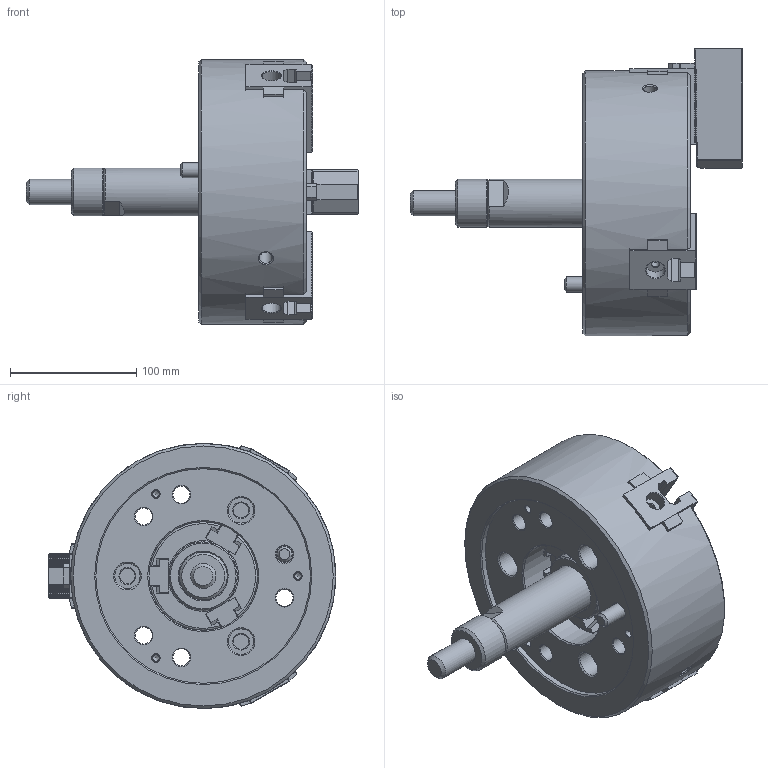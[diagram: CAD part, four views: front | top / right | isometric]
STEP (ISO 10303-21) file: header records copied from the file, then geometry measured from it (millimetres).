
FILE_DESCRIPTION(/* description */ ('Unknown'),/* implementation_level */ '2;1');
FILE_NAME(/* name */ 'N08-Solid',/* time_stamp */ '2019-08-14T15:47:22+01:00',/* author */ ('Unknown'),/* organization */ ('Unknown'),/* preprocessor_version */ 'ST-DEVELOPER v16.7',/* originating_system */ 'DEX',/* authorisation */ $);
FILE_SCHEMA (('AUTOMOTIVE_DESIGN {1 0 10303 214 3 1 1}'));
Products named in the file (1): N08_ASY2
Bounding box: 263 x 227.74 x 210 mm (x, y, z)
Volume: 2675336.1 mm3; surface area: 392724.1 mm2
Topology: 13 solids, 13 shells, 2001 faces, 5698 edges, 3730 vertices
Faces by surface type: plane 1575, cone 183, cylinder 166, bspline 49, torus 26, sphere 2
Full cylindrical faces by diameter (mm): 1.5 x4, 1.9 x1, 3 x12, 3.8 x6, 4.134 x3, 5 x8, 5.188 x3, 5.5 x3, 6 x7, 8 x1, 9.5 x3, 10 x2, 10.6 x2, 12 x6, 13 x2, 13.5 x9, 15 x3, 18 x1, 19 x2, 20 x12, 25 x1, 27 x1, 28 x1, 29 x2, 36.376 x1, 38 x2, 39 x1, 54 x1, 86 x1, 170 x1
Entity records: 64671 total; most frequent: CARTESIAN_POINT 12945, ORIENTED_EDGE 10850, DIRECTION 9869, EDGE_CURVE 5425, LINE 4399, VECTOR 4399, VERTEX_POINT 3671, AXIS2_PLACEMENT_3D 2735
